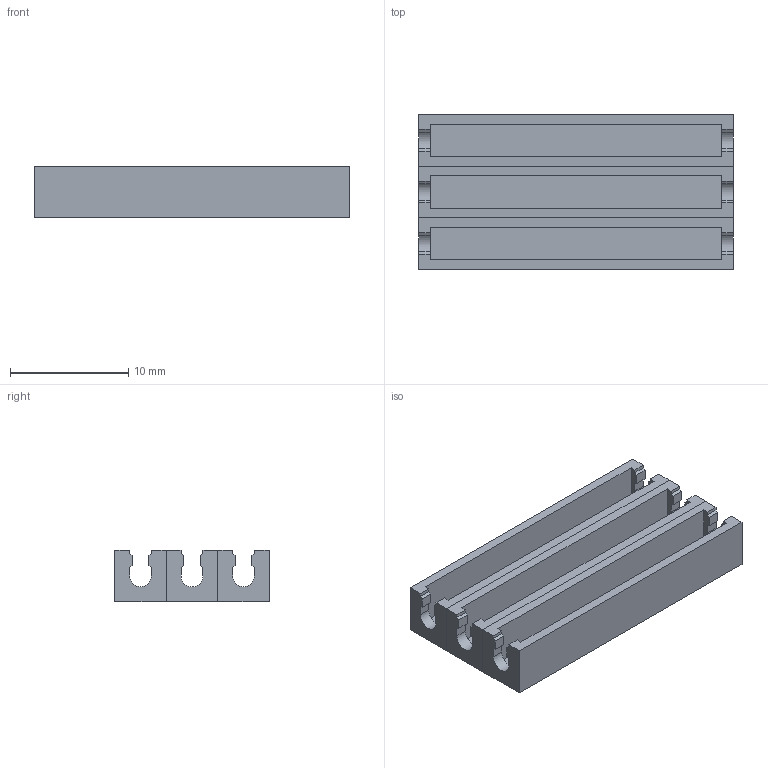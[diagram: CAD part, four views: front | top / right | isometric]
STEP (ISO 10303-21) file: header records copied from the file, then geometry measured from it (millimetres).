
FILE_DESCRIPTION(/* description */ (''),/* implementation_level */ '2;1');
FILE_NAME(/* name */ 'dupontHolderX3.step',/* time_stamp */ '2021-01-25T12:02:53+00:00',/* author */ (''),/* organization */ (''),/* preprocessor_version */ 'ST-DEVELOPER v18.1',/* originating_system */ 'Autodesk Translation Framework v9.7.0.1280',/* authorisation */ '');
FILE_SCHEMA (('AUTOMOTIVE_DESIGN { 1 0 10303 214 3 1 1 }'));
Length unit declared in the file: millimetre
Products named in the file (1): dupontHolder
Bounding box: 26.6 x 13.05 x 4.35 mm (x, y, z)
Volume: 1013.4 mm3; surface area: 2748.2 mm2
Topology: 4 solids, 4 shells, 136 faces, 384 edges, 256 vertices
Faces by surface type: plane 112, bspline 16, cylinder 8
Entity records: 4585 total; most frequent: CARTESIAN_POINT 1113, ORIENTED_EDGE 768, DIRECTION 610, EDGE_CURVE 384, LINE 336, VECTOR 336, VERTEX_POINT 256, AXIS2_PLACEMENT_3D 137
